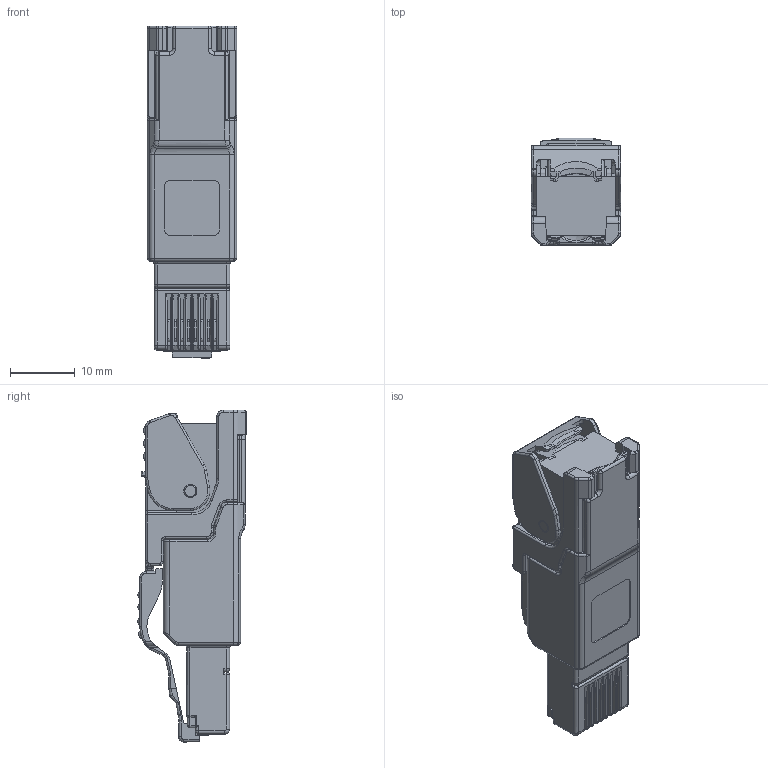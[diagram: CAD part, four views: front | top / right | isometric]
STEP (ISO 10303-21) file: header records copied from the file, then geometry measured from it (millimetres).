
FILE_DESCRIPTION(('CATIA V5 STEP','CAx-IF Rec.Pracs.--- Model Styling and Organization---1.5--- 2016-08-15','CAx-IF Rec.Pracs.---Supplemental Geometry---1.0---2011-11-01','CAx-IF Rec.Pracs.--- Composite Materials ---1.1---2010-07-15'),'2;1');
FILE_NAME ('029525-3_0', '2025-10-27T10:38:49+00:00', ('none'), ('Weidmueller'), 'CATIA Version 5-6 Release 2024 SP4', 'CATIA V5 STEP AP214 v3', 'none');
FILE_SCHEMA(('AUTOMOTIVE_DESIGN { 1 0 10303 214 1 1 1 1 }'));
Products named in the file (1): 1992860000
Bounding box: 13.8 x 16.68 x 51.2 mm (x, y, z)
Volume: 7421.1 mm3; surface area: 5048.6 mm2
Topology: 1 solids, 4 shells, 1366 faces, 3871 edges, 2464 vertices
Faces by surface type: plane 564, cylinder 506, torus 196, bspline 63, sphere 29, cone 7, extrusion 1
Entity records: 48809 total; most frequent: CARTESIAN_POINT 15543, ORIENTED_EDGE 7674, DIRECTION 5500, EDGE_CURVE 3837, VERTEX_POINT 2464, AXIS2_PLACEMENT_3D 2113, VECTOR 2103, LINE 2102
